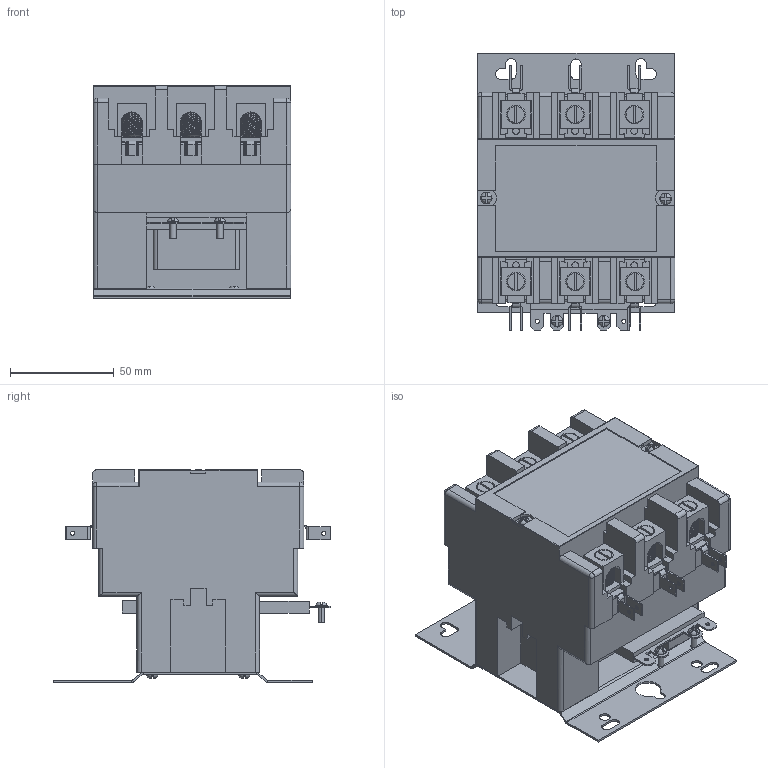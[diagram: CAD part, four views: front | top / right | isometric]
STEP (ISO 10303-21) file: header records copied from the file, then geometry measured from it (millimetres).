
FILE_DESCRIPTION (( 'STEP AP214' ), '1' );
FILE_NAME ('BDP3P75A24V.STEP', '2019-03-16T20:41:51', ( '' ), ( '' ), 'SwSTEP 2.0', 'SolidWorks 2013', '' );
FILE_SCHEMA (( 'AUTOMOTIVE_DESIGN' ));
Length unit declared in the file: millimetre
Products named in the file (7): BDP3P75A240V_05; BDP3P75A240V_01; BDP3P75A24V; Screw_02; Screw_01; BDP3P75A240V_02; BDP3P75A240V_03
Assembly tree (28 placements, depth 2):
  BDP3P75A24V
    BDP3P75A240V_02
    BDP3P75A240V_01
    BDP3P75A240V_03  x6
    BDP3P75A240V_05  x6
    Screw_02  x6
    Screw_01  x8
Bounding box: 95.33 x 133.72 x 102.35 mm (x, y, z)
Volume: 667918.5 mm3; surface area: 120925.4 mm2
Topology: 34 solids, 34 shells, 1405 faces, 3727 edges, 2408 vertices
Faces by surface type: plane 858, cylinder 423, torus 46, bspline 42, cone 30, sphere 6
Entity records: 25065 total; most frequent: CARTESIAN_POINT 8163, ORIENTED_EDGE 3446, DIRECTION 3236, EDGE_CURVE 1723, VECTOR 1292, LINE 1292, VERTEX_POINT 1119, AXIS2_PLACEMENT_3D 972
